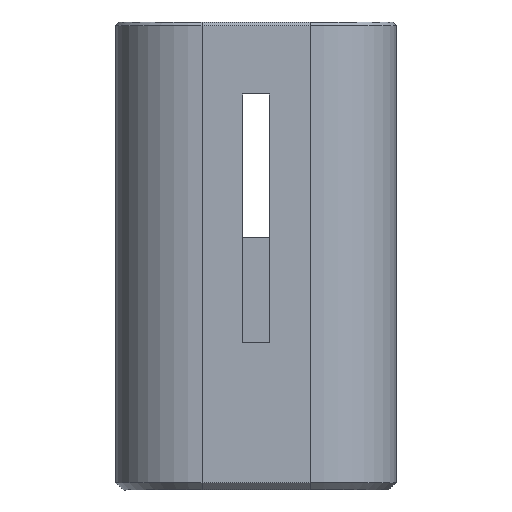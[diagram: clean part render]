
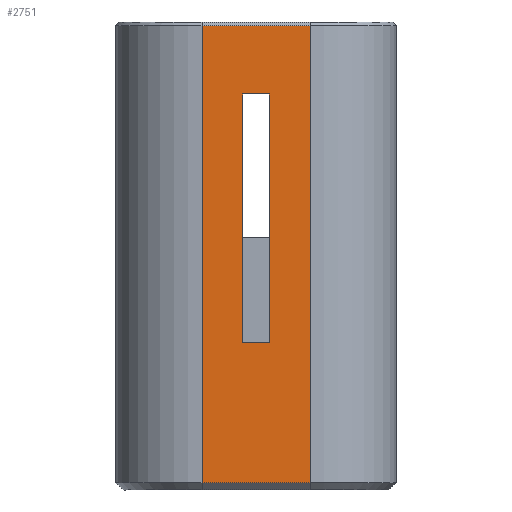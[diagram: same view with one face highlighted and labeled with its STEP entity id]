
A CAD part, front view. The second image highlights one B-rep face of the part: STEP entity #2751.
In plain terms, the highlighted planar face has unit normal (0, -1, 0).
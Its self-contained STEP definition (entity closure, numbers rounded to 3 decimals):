
#187 = PLANE('',#188);
#188 = AXIS2_PLACEMENT_3D('',#189,#190,#191);
#189 = CARTESIAN_POINT('',(-0.75,-4.8,22.));
#190 = DIRECTION('',(-1.,0.,-0.));
#191 = DIRECTION('',(0.,0.,-1.));
#867 = PLANE('',#868);
#868 = AXIS2_PLACEMENT_3D('',#869,#870,#871);
#869 = CARTESIAN_POINT('',(0.75,-4.8,14.));
#870 = DIRECTION('',(1.,0.,-0.));
#871 = DIRECTION('',(0.,0.,1.));
#1065 = PLANE('',#1066);
#1066 = AXIS2_PLACEMENT_3D('',#1067,#1068,#1069);
#1067 = CARTESIAN_POINT('',(0.75,-4.8,22.));
#1068 = DIRECTION('',(0.,0.,1.));
#1069 = DIRECTION('',(-1.,-0.,0.));
#1126 = VERTEX_POINT('',#1127);
#1127 = CARTESIAN_POINT('',(-0.75,-4.8,22.));
#1198 = VERTEX_POINT('',#1199);
#1199 = CARTESIAN_POINT('',(-0.75,-4.8,8.2));
#1213 = PLANE('',#1214);
#1214 = AXIS2_PLACEMENT_3D('',#1215,#1216,#1217);
#1215 = CARTESIAN_POINT('',(-0.75,-4.8,8.2));
#1216 = DIRECTION('',(0.,0.,-1.));
#1217 = DIRECTION('',(1.,0.,0.));
#1225 = EDGE_CURVE('',#1126,#1198,#1226,.T.);
#1226 = SURFACE_CURVE('',#1227,(#1231,#1238),.PCURVE_S1.);
#1227 = LINE('',#1228,#1229);
#1228 = CARTESIAN_POINT('',(-0.75,-4.8,22.));
#1229 = VECTOR('',#1230,1.);
#1230 = DIRECTION('',(0.,0.,-1.));
#1231 = PCURVE('',#187,#1232);
#1232 = DEFINITIONAL_REPRESENTATION('',(#1233),#1237);
#1233 = LINE('',#1234,#1235);
#1234 = CARTESIAN_POINT('',(0.,0.));
#1235 = VECTOR('',#1236,1.);
#1236 = DIRECTION('',(1.,0.));
#1237 = ( GEOMETRIC_REPRESENTATION_CONTEXT(2) 
PARAMETRIC_REPRESENTATION_CONTEXT() REPRESENTATION_CONTEXT('2D SPACE',''
  ) );
#1238 = PCURVE('',#1239,#1244);
#1239 = PLANE('',#1240);
#1240 = AXIS2_PLACEMENT_3D('',#1241,#1242,#1243);
#1241 = CARTESIAN_POINT('',(-3.,-4.8,0.));
#1242 = DIRECTION('',(0.,1.,0.));
#1243 = DIRECTION('',(1.,0.,0.));
#1244 = DEFINITIONAL_REPRESENTATION('',(#1245),#1249);
#1245 = LINE('',#1246,#1247);
#1246 = CARTESIAN_POINT('',(2.25,-22.));
#1247 = VECTOR('',#1248,1.);
#1248 = DIRECTION('',(0.,1.));
#1249 = ( GEOMETRIC_REPRESENTATION_CONTEXT(2) 
PARAMETRIC_REPRESENTATION_CONTEXT() REPRESENTATION_CONTEXT('2D SPACE',''
  ) );
#1713 = PLANE('',#1714);
#1714 = AXIS2_PLACEMENT_3D('',#1715,#1716,#1717);
#1715 = CARTESIAN_POINT('',(-3.,-4.7,25.9));
#1716 = DIRECTION('',(0.,0.707,-0.707));
#1717 = DIRECTION('',(1.,0.,0.));
#2336 = EDGE_CURVE('',#2337,#2339,#2341,.T.);
#2337 = VERTEX_POINT('',#2338);
#2338 = CARTESIAN_POINT('',(0.75,-4.8,22.));
#2339 = VERTEX_POINT('',#2340);
#2340 = CARTESIAN_POINT('',(0.75,-4.8,8.2));
#2341 = SURFACE_CURVE('',#2342,(#2346,#2353),.PCURVE_S1.);
#2342 = LINE('',#2343,#2344);
#2343 = CARTESIAN_POINT('',(0.75,-4.8,22.));
#2344 = VECTOR('',#2345,1.);
#2345 = DIRECTION('',(0.,0.,-1.));
#2346 = PCURVE('',#867,#2347);
#2347 = DEFINITIONAL_REPRESENTATION('',(#2348),#2352);
#2348 = LINE('',#2349,#2350);
#2349 = CARTESIAN_POINT('',(8.,0.));
#2350 = VECTOR('',#2351,1.);
#2351 = DIRECTION('',(-1.,0.));
#2352 = ( GEOMETRIC_REPRESENTATION_CONTEXT(2) 
PARAMETRIC_REPRESENTATION_CONTEXT() REPRESENTATION_CONTEXT('2D SPACE',''
  ) );
#2353 = PCURVE('',#1239,#2354);
#2354 = DEFINITIONAL_REPRESENTATION('',(#2355),#2359);
#2355 = LINE('',#2356,#2357);
#2356 = CARTESIAN_POINT('',(3.75,-22.));
#2357 = VECTOR('',#2358,1.);
#2358 = DIRECTION('',(0.,1.));
#2359 = ( GEOMETRIC_REPRESENTATION_CONTEXT(2) 
PARAMETRIC_REPRESENTATION_CONTEXT() REPRESENTATION_CONTEXT('2D SPACE',''
  ) );
#2518 = EDGE_CURVE('',#2337,#1126,#2519,.T.);
#2519 = SURFACE_CURVE('',#2520,(#2524,#2531),.PCURVE_S1.);
#2520 = LINE('',#2521,#2522);
#2521 = CARTESIAN_POINT('',(0.75,-4.8,22.));
#2522 = VECTOR('',#2523,1.);
#2523 = DIRECTION('',(-1.,-0.,0.));
#2524 = PCURVE('',#1065,#2525);
#2525 = DEFINITIONAL_REPRESENTATION('',(#2526),#2530);
#2526 = LINE('',#2527,#2528);
#2527 = CARTESIAN_POINT('',(0.,0.));
#2528 = VECTOR('',#2529,1.);
#2529 = DIRECTION('',(1.,0.));
#2530 = ( GEOMETRIC_REPRESENTATION_CONTEXT(2) 
PARAMETRIC_REPRESENTATION_CONTEXT() REPRESENTATION_CONTEXT('2D SPACE',''
  ) );
#2531 = PCURVE('',#1239,#2532);
#2532 = DEFINITIONAL_REPRESENTATION('',(#2533),#2537);
#2533 = LINE('',#2534,#2535);
#2534 = CARTESIAN_POINT('',(3.75,-22.));
#2535 = VECTOR('',#2536,1.);
#2536 = DIRECTION('',(-1.,-0.));
#2537 = ( GEOMETRIC_REPRESENTATION_CONTEXT(2) 
PARAMETRIC_REPRESENTATION_CONTEXT() REPRESENTATION_CONTEXT('2D SPACE',''
  ) );
#2751 = ADVANCED_FACE('',(#2752,#2861),#1239,.F.);
#2752 = FACE_BOUND('',#2753,.F.);
#2753 = EDGE_LOOP('',(#2754,#2784,#2807,#2835));
#2754 = ORIENTED_EDGE('',*,*,#2755,.T.);
#2755 = EDGE_CURVE('',#2756,#2758,#2760,.T.);
#2756 = VERTEX_POINT('',#2757);
#2757 = CARTESIAN_POINT('',(-3.,-4.8,0.4));
#2758 = VERTEX_POINT('',#2759);
#2759 = CARTESIAN_POINT('',(-3.,-4.8,25.8));
#2760 = SURFACE_CURVE('',#2761,(#2765,#2772),.PCURVE_S1.);
#2761 = LINE('',#2762,#2763);
#2762 = CARTESIAN_POINT('',(-3.,-4.8,0.));
#2763 = VECTOR('',#2764,1.);
#2764 = DIRECTION('',(0.,0.,1.));
#2765 = PCURVE('',#1239,#2766);
#2766 = DEFINITIONAL_REPRESENTATION('',(#2767),#2771);
#2767 = LINE('',#2768,#2769);
#2768 = CARTESIAN_POINT('',(0.,0.));
#2769 = VECTOR('',#2770,1.);
#2770 = DIRECTION('',(0.,-1.));
#2771 = ( GEOMETRIC_REPRESENTATION_CONTEXT(2) 
PARAMETRIC_REPRESENTATION_CONTEXT() REPRESENTATION_CONTEXT('2D SPACE',''
  ) );
#2772 = PCURVE('',#2773,#2778);
#2773 = CYLINDRICAL_SURFACE('',#2774,4.8);
#2774 = AXIS2_PLACEMENT_3D('',#2775,#2776,#2777);
#2775 = CARTESIAN_POINT('',(-3.,0.,0.));
#2776 = DIRECTION('',(-0.,-0.,-1.));
#2777 = DIRECTION('',(1.,0.,0.));
#2778 = DEFINITIONAL_REPRESENTATION('',(#2779),#2783);
#2779 = LINE('',#2780,#2781);
#2780 = CARTESIAN_POINT('',(-4.712,0.));
#2781 = VECTOR('',#2782,1.);
#2782 = DIRECTION('',(-0.,-1.));
#2783 = ( GEOMETRIC_REPRESENTATION_CONTEXT(2) 
PARAMETRIC_REPRESENTATION_CONTEXT() REPRESENTATION_CONTEXT('2D SPACE',''
  ) );
#2784 = ORIENTED_EDGE('',*,*,#2785,.T.);
#2785 = EDGE_CURVE('',#2758,#2786,#2788,.T.);
#2786 = VERTEX_POINT('',#2787);
#2787 = CARTESIAN_POINT('',(3.,-4.8,25.8));
#2788 = SURFACE_CURVE('',#2789,(#2793,#2800),.PCURVE_S1.);
#2789 = LINE('',#2790,#2791);
#2790 = CARTESIAN_POINT('',(-3.,-4.8,25.8));
#2791 = VECTOR('',#2792,1.);
#2792 = DIRECTION('',(1.,0.,0.));
#2793 = PCURVE('',#1239,#2794);
#2794 = DEFINITIONAL_REPRESENTATION('',(#2795),#2799);
#2795 = LINE('',#2796,#2797);
#2796 = CARTESIAN_POINT('',(0.,-25.8));
#2797 = VECTOR('',#2798,1.);
#2798 = DIRECTION('',(1.,0.));
#2799 = ( GEOMETRIC_REPRESENTATION_CONTEXT(2) 
PARAMETRIC_REPRESENTATION_CONTEXT() REPRESENTATION_CONTEXT('2D SPACE',''
  ) );
#2800 = PCURVE('',#1713,#2801);
#2801 = DEFINITIONAL_REPRESENTATION('',(#2802),#2806);
#2802 = LINE('',#2803,#2804);
#2803 = CARTESIAN_POINT('',(0.,0.141));
#2804 = VECTOR('',#2805,1.);
#2805 = DIRECTION('',(1.,0.));
#2806 = ( GEOMETRIC_REPRESENTATION_CONTEXT(2) 
PARAMETRIC_REPRESENTATION_CONTEXT() REPRESENTATION_CONTEXT('2D SPACE',''
  ) );
#2807 = ORIENTED_EDGE('',*,*,#2808,.F.);
#2808 = EDGE_CURVE('',#2809,#2786,#2811,.T.);
#2809 = VERTEX_POINT('',#2810);
#2810 = CARTESIAN_POINT('',(3.,-4.8,0.4));
#2811 = SURFACE_CURVE('',#2812,(#2816,#2823),.PCURVE_S1.);
#2812 = LINE('',#2813,#2814);
#2813 = CARTESIAN_POINT('',(3.,-4.8,0.));
#2814 = VECTOR('',#2815,1.);
#2815 = DIRECTION('',(0.,0.,1.));
#2816 = PCURVE('',#1239,#2817);
#2817 = DEFINITIONAL_REPRESENTATION('',(#2818),#2822);
#2818 = LINE('',#2819,#2820);
#2819 = CARTESIAN_POINT('',(6.,0.));
#2820 = VECTOR('',#2821,1.);
#2821 = DIRECTION('',(0.,-1.));
#2822 = ( GEOMETRIC_REPRESENTATION_CONTEXT(2) 
PARAMETRIC_REPRESENTATION_CONTEXT() REPRESENTATION_CONTEXT('2D SPACE',''
  ) );
#2823 = PCURVE('',#2824,#2829);
#2824 = CYLINDRICAL_SURFACE('',#2825,4.8);
#2825 = AXIS2_PLACEMENT_3D('',#2826,#2827,#2828);
#2826 = CARTESIAN_POINT('',(3.,0.,0.));
#2827 = DIRECTION('',(-0.,-0.,-1.));
#2828 = DIRECTION('',(1.,0.,0.));
#2829 = DEFINITIONAL_REPRESENTATION('',(#2830),#2834);
#2830 = LINE('',#2831,#2832);
#2831 = CARTESIAN_POINT('',(-4.712,0.));
#2832 = VECTOR('',#2833,1.);
#2833 = DIRECTION('',(-0.,-1.));
#2834 = ( GEOMETRIC_REPRESENTATION_CONTEXT(2) 
PARAMETRIC_REPRESENTATION_CONTEXT() REPRESENTATION_CONTEXT('2D SPACE',''
  ) );
#2835 = ORIENTED_EDGE('',*,*,#2836,.F.);
#2836 = EDGE_CURVE('',#2756,#2809,#2837,.T.);
#2837 = SURFACE_CURVE('',#2838,(#2842,#2849),.PCURVE_S1.);
#2838 = LINE('',#2839,#2840);
#2839 = CARTESIAN_POINT('',(-3.,-4.8,0.4));
#2840 = VECTOR('',#2841,1.);
#2841 = DIRECTION('',(1.,0.,0.));
#2842 = PCURVE('',#1239,#2843);
#2843 = DEFINITIONAL_REPRESENTATION('',(#2844),#2848);
#2844 = LINE('',#2845,#2846);
#2845 = CARTESIAN_POINT('',(0.,-0.4));
#2846 = VECTOR('',#2847,1.);
#2847 = DIRECTION('',(1.,0.));
#2848 = ( GEOMETRIC_REPRESENTATION_CONTEXT(2) 
PARAMETRIC_REPRESENTATION_CONTEXT() REPRESENTATION_CONTEXT('2D SPACE',''
  ) );
#2849 = PCURVE('',#2850,#2855);
#2850 = PLANE('',#2851);
#2851 = AXIS2_PLACEMENT_3D('',#2852,#2853,#2854);
#2852 = CARTESIAN_POINT('',(-3.,-4.6,0.2));
#2853 = DIRECTION('',(0.,-0.707,
    -0.707));
#2854 = DIRECTION('',(-1.,0.,0.));
#2855 = DEFINITIONAL_REPRESENTATION('',(#2856),#2860);
#2856 = LINE('',#2857,#2858);
#2857 = CARTESIAN_POINT('',(-0.,-0.283));
#2858 = VECTOR('',#2859,1.);
#2859 = DIRECTION('',(-1.,0.));
#2860 = ( GEOMETRIC_REPRESENTATION_CONTEXT(2) 
PARAMETRIC_REPRESENTATION_CONTEXT() REPRESENTATION_CONTEXT('2D SPACE',''
  ) );
#2861 = FACE_BOUND('',#2862,.F.);
#2862 = EDGE_LOOP('',(#2863,#2864,#2885,#2886));
#2863 = ORIENTED_EDGE('',*,*,#1225,.T.);
#2864 = ORIENTED_EDGE('',*,*,#2865,.T.);
#2865 = EDGE_CURVE('',#1198,#2339,#2866,.T.);
#2866 = SURFACE_CURVE('',#2867,(#2871,#2878),.PCURVE_S1.);
#2867 = LINE('',#2868,#2869);
#2868 = CARTESIAN_POINT('',(-0.75,-4.8,8.2));
#2869 = VECTOR('',#2870,1.);
#2870 = DIRECTION('',(1.,0.,0.));
#2871 = PCURVE('',#1239,#2872);
#2872 = DEFINITIONAL_REPRESENTATION('',(#2873),#2877);
#2873 = LINE('',#2874,#2875);
#2874 = CARTESIAN_POINT('',(2.25,-8.2));
#2875 = VECTOR('',#2876,1.);
#2876 = DIRECTION('',(1.,0.));
#2877 = ( GEOMETRIC_REPRESENTATION_CONTEXT(2) 
PARAMETRIC_REPRESENTATION_CONTEXT() REPRESENTATION_CONTEXT('2D SPACE',''
  ) );
#2878 = PCURVE('',#1213,#2879);
#2879 = DEFINITIONAL_REPRESENTATION('',(#2880),#2884);
#2880 = LINE('',#2881,#2882);
#2881 = CARTESIAN_POINT('',(0.,0.));
#2882 = VECTOR('',#2883,1.);
#2883 = DIRECTION('',(1.,0.));
#2884 = ( GEOMETRIC_REPRESENTATION_CONTEXT(2) 
PARAMETRIC_REPRESENTATION_CONTEXT() REPRESENTATION_CONTEXT('2D SPACE',''
  ) );
#2885 = ORIENTED_EDGE('',*,*,#2336,.F.);
#2886 = ORIENTED_EDGE('',*,*,#2518,.T.);
